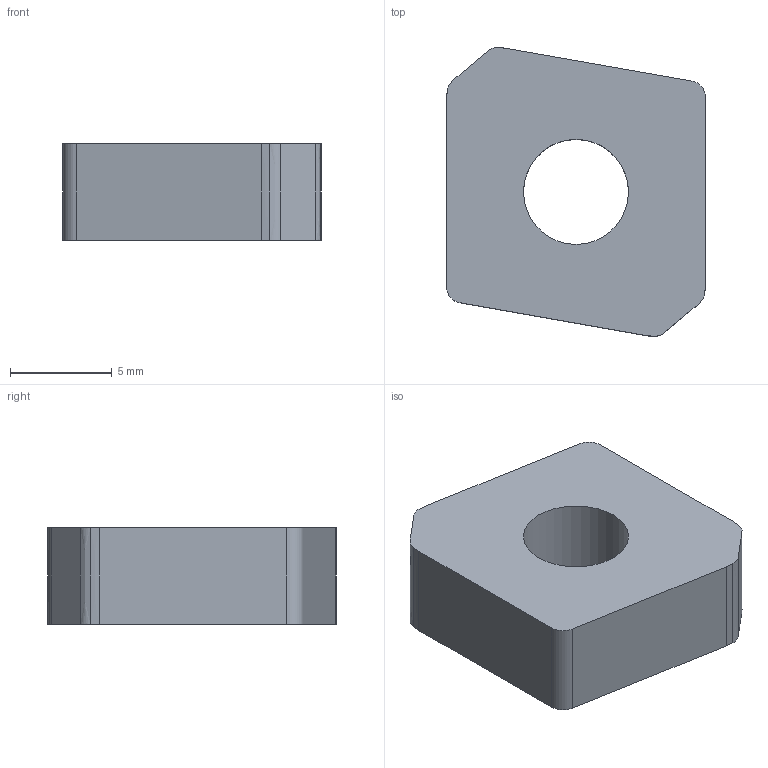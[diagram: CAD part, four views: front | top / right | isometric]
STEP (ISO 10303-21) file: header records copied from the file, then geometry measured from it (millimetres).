
FILE_DESCRIPTION(/* description */ (''),/* implementation_level */ '2;1');
FILE_NAME(/* name */ 'aaa338373_a.stp',/* time_stamp */ '2019-09-20T10:43:41+02:00',/* author */ (''),/* organization */ ('SMS'),/* preprocessor_version */ 'ST-DEVELOPER v16.7',/* originating_system */ 'SIEMENS PLM Software NX 12.0',/* authorisation */ '');
FILE_SCHEMA (('AUTOMOTIVE_DESIGN { 1 0 10303 214 3 1 1 1 }'));
Length unit declared in the file: millimetre
Products named in the file (1): AAA338373_A
Bounding box: 12.7 x 14.18 x 4.76 mm (x, y, z)
Volume: 653.1 mm3; surface area: 577.9 mm2
Topology: 1 solids, 1 shells, 19 faces, 52 edges, 37 vertices
Faces by surface type: extrusion 8, plane 8, cylinder 3
Full cylindrical faces by diameter (mm): 5.156 x1
Entity records: 883 total; most frequent: CARTESIAN_POINT 362, ORIENTED_EDGE 100, DIRECTION 78, EDGE_CURVE 50, VECTOR 36, VERTEX_POINT 34, LINE 28, B_SPLINE_CURVE_WITH_KNOTS 25
